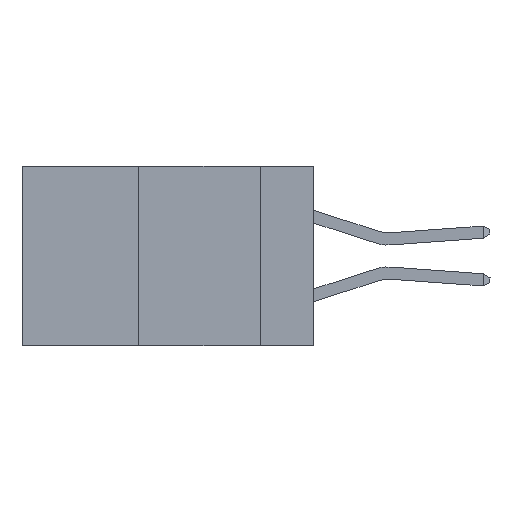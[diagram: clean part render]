
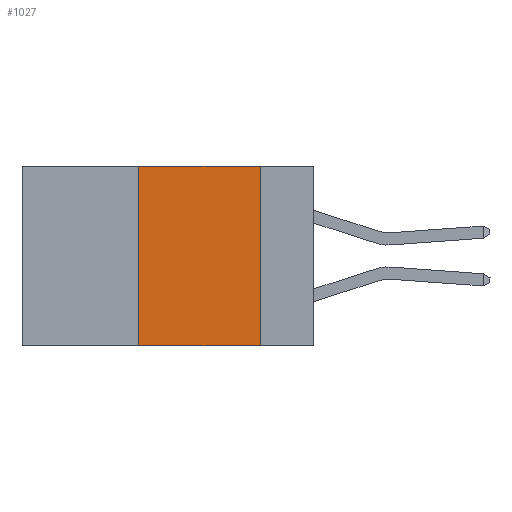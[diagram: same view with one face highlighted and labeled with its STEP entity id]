
A CAD part, left-side view. The second image highlights one B-rep face of the part: STEP entity #1027.
In plain terms, the highlighted planar face has unit normal (-1, 0, 0).
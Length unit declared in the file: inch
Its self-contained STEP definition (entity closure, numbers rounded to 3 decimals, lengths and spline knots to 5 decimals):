
#682 = DIRECTION ( 'NONE',  ( 1., 0., 0. ) ) ;
#1027 = ADVANCED_FACE ( 'NONE', ( #21711 ), #5889, .F. ) ;
#1574 = ORIENTED_EDGE ( 'NONE', *, *, #32068, .F. ) ;
#1997 = CARTESIAN_POINT ( 'NONE',  ( 0., 0.11, 0. ) ) ;
#2010 = CARTESIAN_POINT ( 'NONE',  ( 0., 0.11, 0. ) ) ;
#3143 = ORIENTED_EDGE ( 'NONE', *, *, #14648, .F. ) ;
#5501 = VERTEX_POINT ( 'NONE', #15778 ) ;
#5889 = PLANE ( 'NONE',  #32325 ) ;
#5948 = EDGE_LOOP ( 'NONE', ( #19357, #1574, #3143, #14303 ) ) ;
#6389 = DIRECTION ( 'NONE',  ( 0., -1., 0. ) ) ;
#7650 = LINE ( 'NONE', #17589, #24562 ) ;
#8831 = CARTESIAN_POINT ( 'NONE',  ( 0., 0.6, -0.37 ) ) ;
#9422 = VECTOR ( 'NONE', #6389, 39.37008 ) ;
#9837 = LINE ( 'NONE', #26118, #24947 ) ;
#13377 = EDGE_CURVE ( 'NONE', #18177, #27823, #19783, .T. ) ;
#14303 = ORIENTED_EDGE ( 'NONE', *, *, #13377, .T. ) ;
#14648 = EDGE_CURVE ( 'NONE', #18177, #5501, #7650, .T. ) ;
#15778 = CARTESIAN_POINT ( 'NONE',  ( 0., 0.36, 0. ) ) ;
#16532 = CARTESIAN_POINT ( 'NONE',  ( 0., 0.6, 0. ) ) ;
#17589 = CARTESIAN_POINT ( 'NONE',  ( 0., 0.36, 0. ) ) ;
#18177 = VERTEX_POINT ( 'NONE', #32337 ) ;
#18253 = DIRECTION ( 'NONE',  ( 0., 0., 1. ) ) ;
#18346 = DIRECTION ( 'NONE',  ( 0., 0., -1. ) ) ;
#19357 = ORIENTED_EDGE ( 'NONE', *, *, #20709, .F. ) ;
#19783 = LINE ( 'NONE', #8831, #9422 ) ;
#20709 = EDGE_CURVE ( 'NONE', #24138, #27823, #31494, .T. ) ;
#21711 = FACE_OUTER_BOUND ( 'NONE', #5948, .T. ) ;
#21879 = DIRECTION ( 'NONE',  ( 0., 0., -1. ) ) ;
#24138 = VERTEX_POINT ( 'NONE', #1997 ) ;
#24534 = CARTESIAN_POINT ( 'NONE',  ( 0., 0.11, -0.37 ) ) ;
#24562 = VECTOR ( 'NONE', #18253, 39.37008 ) ;
#24947 = VECTOR ( 'NONE', #25951, 39.37008 ) ;
#25951 = DIRECTION ( 'NONE',  ( 0., -1., 0. ) ) ;
#26118 = CARTESIAN_POINT ( 'NONE',  ( 0., 0.6, 0. ) ) ;
#27514 = VECTOR ( 'NONE', #18346, 39.37008 ) ;
#27823 = VERTEX_POINT ( 'NONE', #24534 ) ;
#31494 = LINE ( 'NONE', #2010, #27514 ) ;
#32068 = EDGE_CURVE ( 'NONE', #5501, #24138, #9837, .T. ) ;
#32325 = AXIS2_PLACEMENT_3D ( 'NONE', #16532, #682, #21879 ) ;
#32337 = CARTESIAN_POINT ( 'NONE',  ( 0., 0.36, -0.37 ) ) ;
